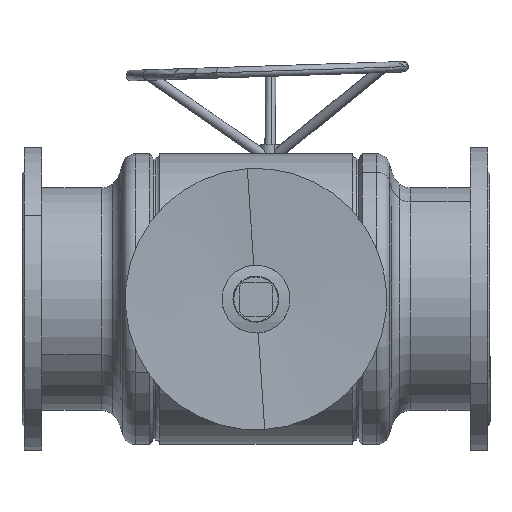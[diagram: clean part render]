
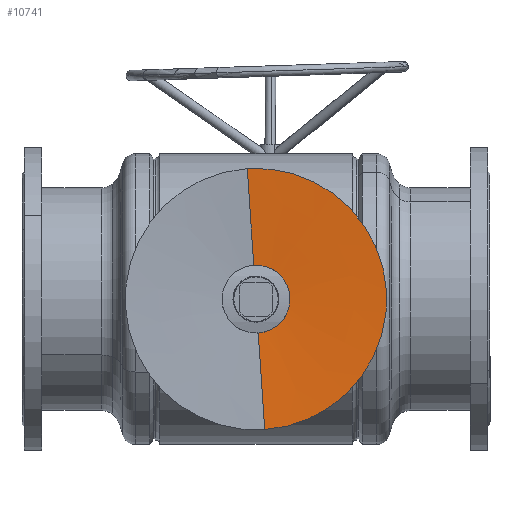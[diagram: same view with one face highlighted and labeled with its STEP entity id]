
A CAD part, front view. The second image highlights one B-rep face of the part: STEP entity #10741.
In plain terms, the highlighted conical face has half-angle 86.906 degrees and reference radius 65 mm.
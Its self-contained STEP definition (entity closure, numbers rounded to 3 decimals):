
#69 = FACE_OUTER_BOUND ( 'NONE', #20660, .T. ) ;
#1178 = ORIENTED_EDGE ( 'NONE', *, *, #17606, .T. ) ;
#2012 = EDGE_CURVE ( 'NONE', #13823, #13468, #21050, .T. ) ;
#3505 = DIRECTION ( 'NONE',  ( 0., -1., 0. ) ) ;
#4694 = VECTOR ( 'NONE', #8323, 1000. ) ;
#5585 = EDGE_CURVE ( 'NONE', #8202, #5740, #15783, .T. ) ;
#5695 = EDGE_CURVE ( 'NONE', #5740, #13468, #20054, .T. ) ;
#5740 = VERTEX_POINT ( 'NONE', #9513 ) ;
#5922 = VECTOR ( 'NONE', #20401, 1000. ) ;
#6782 = CARTESIAN_POINT ( 'NONE',  ( 0., 10., -65. ) ) ;
#7048 = DIRECTION ( 'NONE',  ( 0., 0., -1. ) ) ;
#7652 = CARTESIAN_POINT ( 'NONE',  ( 0., 0., 0. ) ) ;
#8202 = VERTEX_POINT ( 'NONE', #8776 ) ;
#8323 = DIRECTION ( 'NONE',  ( 0., -0.054, -0.999 ) ) ;
#8776 = CARTESIAN_POINT ( 'NONE',  ( 0., 10., -65. ) ) ;
#9513 = CARTESIAN_POINT ( 'NONE',  ( 0., 10., 65. ) ) ;
#9743 = CARTESIAN_POINT ( 'NONE',  ( 0., 10., 65. ) ) ;
#10741 = ADVANCED_FACE ( 'NONE', ( #69 ), #13424, .F. ) ;
#11422 = DIRECTION ( 'NONE',  ( 0., -1., 0. ) ) ;
#12034 = ORIENTED_EDGE ( 'NONE', *, *, #5695, .F. ) ;
#12362 = AXIS2_PLACEMENT_3D ( 'NONE', #16026, #23251, #7048 ) ;
#13424 = CONICAL_SURFACE ( 'NONE', #14953, 65., 1.517 ) ;
#13468 = VERTEX_POINT ( 'NONE', #13996 ) ;
#13823 = VERTEX_POINT ( 'NONE', #15716 ) ;
#13996 = CARTESIAN_POINT ( 'NONE',  ( 0., 0., 250. ) ) ;
#14644 = ORIENTED_EDGE ( 'NONE', *, *, #5585, .F. ) ;
#14953 = AXIS2_PLACEMENT_3D ( 'NONE', #18071, #3505, #19631 ) ;
#15716 = CARTESIAN_POINT ( 'NONE',  ( 0., 0., -250. ) ) ;
#15783 = CIRCLE ( 'NONE', #12362, 65. ) ;
#16026 = CARTESIAN_POINT ( 'NONE',  ( 0., 10., 0. ) ) ;
#17606 = EDGE_CURVE ( 'NONE', #8202, #13823, #18954, .T. ) ;
#18071 = CARTESIAN_POINT ( 'NONE',  ( 0., 10., 0. ) ) ;
#18587 = ORIENTED_EDGE ( 'NONE', *, *, #2012, .T. ) ;
#18642 = DIRECTION ( 'NONE',  ( 0., 0., -1. ) ) ;
#18954 = LINE ( 'NONE', #6782, #4694 ) ;
#19631 = DIRECTION ( 'NONE',  ( 0., 0., -1. ) ) ;
#20054 = LINE ( 'NONE', #9743, #5922 ) ;
#20401 = DIRECTION ( 'NONE',  ( 0., -0.054, 0.999 ) ) ;
#20660 = EDGE_LOOP ( 'NONE', ( #12034, #14644, #1178, #18587 ) ) ;
#21050 = CIRCLE ( 'NONE', #22927, 250. ) ;
#22927 = AXIS2_PLACEMENT_3D ( 'NONE', #7652, #11422, #18642 ) ;
#23251 = DIRECTION ( 'NONE',  ( 0., -1., 0. ) ) ;
